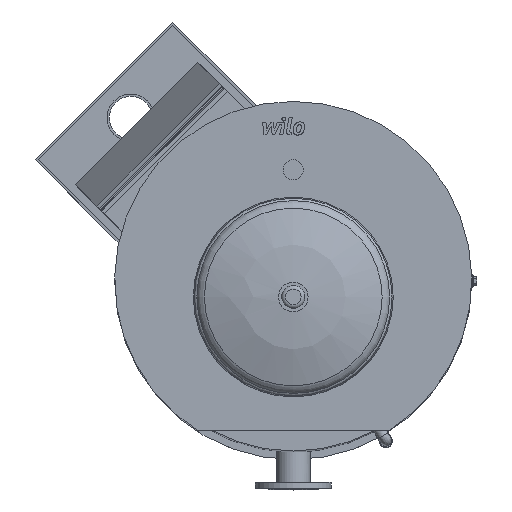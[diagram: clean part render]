
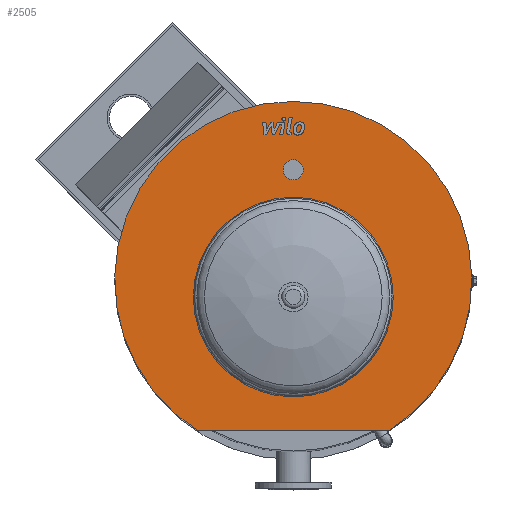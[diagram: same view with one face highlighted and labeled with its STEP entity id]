
A CAD part, top view. The second image highlights one B-rep face of the part: STEP entity #2505.
In plain terms, the highlighted planar face has unit normal (0, 0, 1).
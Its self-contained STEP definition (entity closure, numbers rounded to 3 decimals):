
#124=LINE('',#3908,#305);
#129=LINE('',#3917,#310);
#132=LINE('',#3923,#313);
#305=VECTOR('',#3110,10.);
#310=VECTOR('',#3117,10.);
#313=VECTOR('',#3122,10.);
#520=PLANE('',#2760);
#645=FACE_BOUND('',#966,.T.);
#646=FACE_BOUND('',#967,.T.);
#734=FACE_OUTER_BOUND('',#965,.T.);
#965=EDGE_LOOP('',(#1966,#1967,#1968,#1969));
#966=EDGE_LOOP('',(#1970));
#967=EDGE_LOOP('',(#1971));
#1133=CIRCLE('',#2731,26.5);
#1146=CIRCLE('',#2754,263.);
#1148=CIRCLE('',#2759,470.);
#1247=VERTEX_POINT('',#3905);
#1248=VERTEX_POINT('',#3907);
#1251=VERTEX_POINT('',#3915);
#1253=VERTEX_POINT('',#3920);
#1255=VERTEX_POINT('',#3929);
#1268=VERTEX_POINT('',#3995);
#1502=EDGE_CURVE('',#1248,#1247,#124,.T.);
#1507=EDGE_CURVE('',#1247,#1251,#129,.T.);
#1510=EDGE_CURVE('',#1253,#1248,#132,.T.);
#1513=EDGE_CURVE('',#1255,#1255,#1133,.T.);
#1527=EDGE_CURVE('',#1268,#1268,#1146,.T.);
#1529=EDGE_CURVE('',#1251,#1253,#1148,.T.);
#1966=ORIENTED_EDGE('',*,*,#1507,.T.);
#1967=ORIENTED_EDGE('',*,*,#1529,.T.);
#1968=ORIENTED_EDGE('',*,*,#1510,.T.);
#1969=ORIENTED_EDGE('',*,*,#1502,.T.);
#1970=ORIENTED_EDGE('',*,*,#1513,.T.);
#1971=ORIENTED_EDGE('',*,*,#1527,.T.);
#2505=ADVANCED_FACE('',(#734,#645,#646),#520,.T.);
#2731=AXIS2_PLACEMENT_3D('',#3930,#3131,#3132);
#2754=AXIS2_PLACEMENT_3D('',#3996,#3177,#3178);
#2759=AXIS2_PLACEMENT_3D('',#4002,#3187,#3188);
#2760=AXIS2_PLACEMENT_3D('',#4003,#3189,#3190);
#3110=DIRECTION('',(1.,0.,0.));
#3117=DIRECTION('',(0.,-1.,0.));
#3122=DIRECTION('',(0.,1.,0.));
#3131=DIRECTION('center_axis',(0.,0.,
-1.));
#3132=DIRECTION('ref_axis',(0.,-1.,0.));
#3177=DIRECTION('center_axis',(0.,0.,
-1.));
#3178=DIRECTION('ref_axis',(0.,-1.,0.));
#3187=DIRECTION('center_axis',(0.,0.,
1.));
#3188=DIRECTION('ref_axis',(0.,-1.,0.));
#3189=DIRECTION('center_axis',(0.,0.,
1.));
#3190=DIRECTION('ref_axis',(1.,0.,0.));
#3905=CARTESIAN_POINT('',(250.,-395.,1750.));
#3907=CARTESIAN_POINT('',(-250.,-395.,1750.));
#3908=CARTESIAN_POINT('',(0.,-395.,1750.));
#3915=CARTESIAN_POINT('',(250.,-397.995,1750.));
#3917=CARTESIAN_POINT('',(250.,-352.5,1750.));
#3920=CARTESIAN_POINT('',(-250.,-397.995,1750.));
#3923=CARTESIAN_POINT('',(-250.,-352.5,1750.));
#3929=CARTESIAN_POINT('',(0.,316.5,1750.));
#3930=CARTESIAN_POINT('Origin',(0.,290.,1750.));
#3995=CARTESIAN_POINT('',(0.,-308.,1750.));
#3996=CARTESIAN_POINT('Origin',(0.,-45.,
1750.));
#4002=CARTESIAN_POINT('Origin',(0.,0.,
1750.));
#4003=CARTESIAN_POINT('Origin',(0.,-235.,
1750.));
